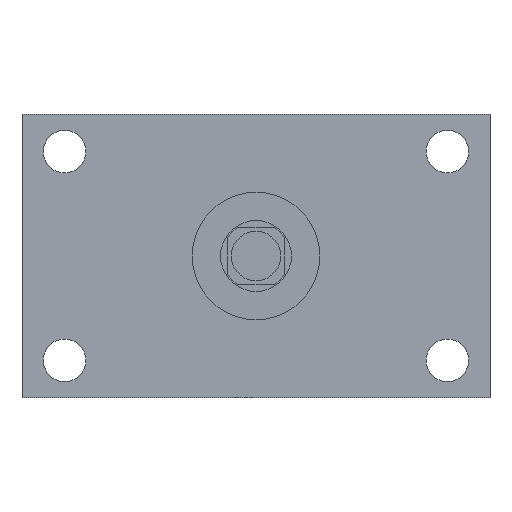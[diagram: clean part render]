
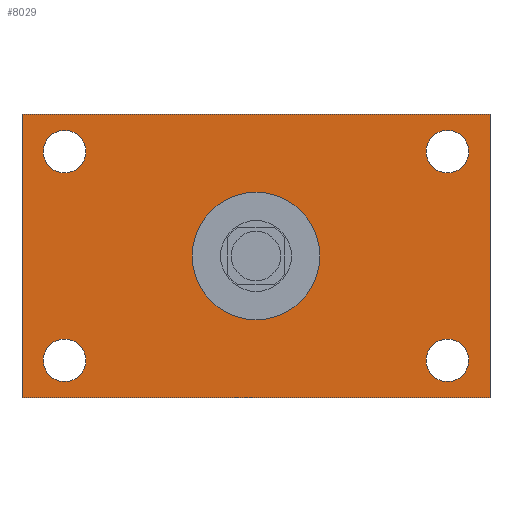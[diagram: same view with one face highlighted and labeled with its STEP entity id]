
A CAD part, front view. The second image highlights one B-rep face of the part: STEP entity #8029.
In plain terms, the highlighted face is planar.
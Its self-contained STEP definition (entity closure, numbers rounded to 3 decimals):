
#424=EDGE_CURVE('',#430,#430,#425,.T.);
#425=CIRCLE('',#426,14.288);
#426=AXIS2_PLACEMENT_3D('',#427,#428,#429);
#427=CARTESIAN_POINT('',(0.,15.875,0.));
#428=DIRECTION('',(0.,1.,0.));
#429=DIRECTION('',(1.,0.,0.));
#430=VERTEX_POINT('',#431);
#431=CARTESIAN_POINT('',(14.288,15.875,0.));
#623=EDGE_CURVE('',#629,#629,#624,.T.);
#624=CIRCLE('',#625,4.763);
#625=AXIS2_PLACEMENT_3D('',#626,#627,#628);
#626=CARTESIAN_POINT('',(-42.863,15.875,23.368));
#627=DIRECTION('',(0.,1.,0.));
#628=DIRECTION('',(0.,0.,1.));
#629=VERTEX_POINT('',#630);
#630=CARTESIAN_POINT('',(-42.863,15.875,28.131));
#650=EDGE_CURVE('',#656,#656,#651,.T.);
#651=CIRCLE('',#652,4.763);
#652=AXIS2_PLACEMENT_3D('',#653,#654,#655);
#653=CARTESIAN_POINT('',(42.863,15.875,23.368));
#654=DIRECTION('',(0.,1.,0.));
#655=DIRECTION('',(0.,0.,1.));
#656=VERTEX_POINT('',#657);
#657=CARTESIAN_POINT('',(42.863,15.875,28.131));
#677=EDGE_CURVE('',#683,#683,#678,.T.);
#678=CIRCLE('',#679,4.763);
#679=AXIS2_PLACEMENT_3D('',#680,#681,#682);
#680=CARTESIAN_POINT('',(42.863,15.875,-23.368));
#681=DIRECTION('',(0.,1.,0.));
#682=DIRECTION('',(0.,0.,1.));
#683=VERTEX_POINT('',#684);
#684=CARTESIAN_POINT('',(42.863,15.875,-18.606));
#704=EDGE_CURVE('',#710,#710,#705,.T.);
#705=CIRCLE('',#706,4.763);
#706=AXIS2_PLACEMENT_3D('',#707,#708,#709);
#707=CARTESIAN_POINT('',(-42.863,15.875,-23.368));
#708=DIRECTION('',(0.,1.,0.));
#709=DIRECTION('',(0.,0.,1.));
#710=VERTEX_POINT('',#711);
#711=CARTESIAN_POINT('',(-42.863,15.875,-18.606));
#717=FACE_OUTER_BOUND('',#723,.T.);
#718=FACE_BOUND('',#724,.T.);
#719=FACE_BOUND('',#725,.T.);
#720=FACE_BOUND('',#726,.T.);
#721=FACE_BOUND('',#727,.T.);
#722=FACE_BOUND('',#728,.T.);
#723=EDGE_LOOP('',(#729));
#724=EDGE_LOOP('',(#730));
#725=EDGE_LOOP('',(#731));
#726=EDGE_LOOP('',(#732));
#727=EDGE_LOOP('',(#733));
#728=EDGE_LOOP('',(#734,#735,#736,#737));
#729=ORIENTED_EDGE('',*,*,#424,.T.);
#730=ORIENTED_EDGE('',*,*,#623,.T.);
#731=ORIENTED_EDGE('',*,*,#650,.T.);
#732=ORIENTED_EDGE('',*,*,#677,.T.);
#733=ORIENTED_EDGE('',*,*,#704,.T.);
#734=ORIENTED_EDGE('',*,*,#738,.T.);
#735=ORIENTED_EDGE('',*,*,#747,.T.);
#736=ORIENTED_EDGE('',*,*,#754,.T.);
#737=ORIENTED_EDGE('',*,*,#761,.T.);
#738=EDGE_CURVE('',#743,#744,#739,.T.);
#739=LINE('',#740,#741);
#740=CARTESIAN_POINT('',(-52.388,15.875,-31.75));
#741=VECTOR('',#742,1.);
#742=DIRECTION('',(1.,0.,0.));
#743=VERTEX_POINT('',#745);
#744=VERTEX_POINT('',#746);
#745=CARTESIAN_POINT('',(-52.388,15.875,-31.75));
#746=CARTESIAN_POINT('',(52.388,15.875,-31.75));
#747=EDGE_CURVE('',#744,#752,#748,.T.);
#748=LINE('',#749,#750);
#749=CARTESIAN_POINT('',(52.388,15.875,-31.75));
#750=VECTOR('',#751,1.);
#751=DIRECTION('',(0.,0.,1.));
#752=VERTEX_POINT('',#753);
#753=CARTESIAN_POINT('',(52.388,15.875,31.75));
#754=EDGE_CURVE('',#752,#759,#755,.T.);
#755=LINE('',#756,#757);
#756=CARTESIAN_POINT('',(52.388,15.875,31.75));
#757=VECTOR('',#758,1.);
#758=DIRECTION('',(-1.,0.,0.));
#759=VERTEX_POINT('',#760);
#760=CARTESIAN_POINT('',(-52.388,15.875,31.75));
#761=EDGE_CURVE('',#759,#743,#762,.T.);
#762=LINE('',#763,#764);
#763=CARTESIAN_POINT('',(-52.388,15.875,31.75));
#764=VECTOR('',#765,1.);
#765=DIRECTION('',(0.,0.,-1.));
#766=PLANE('',#767);
#767=AXIS2_PLACEMENT_3D('',#768,#769,#770);
#768=CARTESIAN_POINT('',(-52.388,15.875,-31.75));
#769=DIRECTION('',(0.,1.,0.));
#770=DIRECTION('',(0.,0.,1.));
#8029=ADVANCED_FACE('',(#717,#718,#719,#720,#721,#722),#766,.F.);
